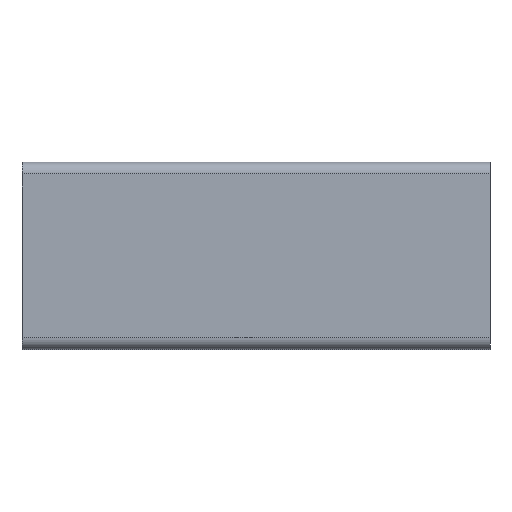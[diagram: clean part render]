
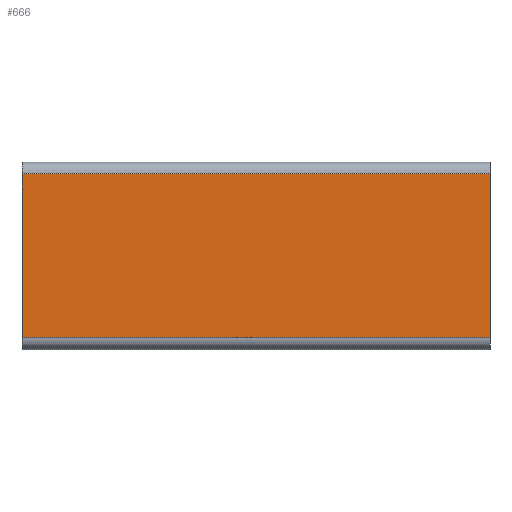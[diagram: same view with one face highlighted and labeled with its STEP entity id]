
A CAD part, top view. The second image highlights one B-rep face of the part: STEP entity #666.
In plain terms, the highlighted planar face has unit normal (0, 0, 1).
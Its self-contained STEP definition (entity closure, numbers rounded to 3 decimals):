
#476 = CARTESIAN_POINT ( 'NONE',  ( 0., 17.5, 20. ) ) ;
#482 = CARTESIAN_POINT ( 'NONE',  ( 100., 17.5, 20. ) ) ;
#488 = CARTESIAN_POINT ( 'NONE',  ( 100., -17.5, 20. ) ) ;
#666 = ADVANCED_FACE ( 'NONE', ( #1366 ), #1367, .F. ) ;
#788 = EDGE_CURVE ( 'NONE', #2720, #2722, #1752, .T. ) ;
#789 = EDGE_CURVE ( 'NONE', #2722, #2888, #1755, .T. ) ;
#792 = EDGE_CURVE ( 'NONE', #2666, #2888, #1764, .T. ) ;
#795 = EDGE_CURVE ( 'NONE', #2720, #2666, #1772, .T. ) ;
#1363 = CARTESIAN_POINT ( 'NONE',  ( 100., 17.5, 20. ) ) ;
#1366 = FACE_OUTER_BOUND ( 'NONE', #2754, .T. ) ;
#1367 = PLANE ( 'NONE',  #2442 ) ;
#1370 = DIRECTION ( 'NONE',  ( 0., 0., -1. ) ) ;
#1371 = DIRECTION ( 'NONE',  ( -1., 0., 0. ) ) ;
#1752 = LINE ( 'NONE', #1753, #2600 ) ;
#1753 = CARTESIAN_POINT ( 'NONE',  ( 100., 17.5, 20. ) ) ;
#1754 = DIRECTION ( 'NONE',  ( 0., -1., 0. ) ) ;
#1755 = LINE ( 'NONE', #1757, #2601 ) ;
#1757 = CARTESIAN_POINT ( 'NONE',  ( 100., -17.5, 20. ) ) ;
#1758 = DIRECTION ( 'NONE',  ( -1., 0., 0. ) ) ;
#1764 = LINE ( 'NONE', #1766, #2605 ) ;
#1766 = CARTESIAN_POINT ( 'NONE',  ( 0., 17.5, 20. ) ) ;
#1767 = DIRECTION ( 'NONE',  ( 0., -1., 0. ) ) ;
#1772 = LINE ( 'NONE', #1773, #2609 ) ;
#1773 = CARTESIAN_POINT ( 'NONE',  ( 100., 17.5, 20. ) ) ;
#1774 = DIRECTION ( 'NONE',  ( -1., 0., 0. ) ) ;
#1817 = ORIENTED_EDGE ( 'NONE', *, *, #795, .T. ) ;
#1818 = ORIENTED_EDGE ( 'NONE', *, *, #788, .F. ) ;
#1819 = ORIENTED_EDGE ( 'NONE', *, *, #789, .F. ) ;
#1820 = ORIENTED_EDGE ( 'NONE', *, *, #792, .T. ) ;
#2203 = CARTESIAN_POINT ( 'NONE',  ( 0., -17.5, 20. ) ) ;
#2442 = AXIS2_PLACEMENT_3D ( 'NONE', #1363, #1370, #1371 ) ;
#2600 = VECTOR ( 'NONE', #1754, 1000. ) ;
#2601 = VECTOR ( 'NONE', #1758, 1000. ) ;
#2605 = VECTOR ( 'NONE', #1767, 1000. ) ;
#2609 = VECTOR ( 'NONE', #1774, 1000. ) ;
#2666 = VERTEX_POINT ( 'NONE', #476 ) ;
#2720 = VERTEX_POINT ( 'NONE', #482 ) ;
#2722 = VERTEX_POINT ( 'NONE', #488 ) ;
#2754 = EDGE_LOOP ( 'NONE', ( #1820, #1819, #1818, #1817 ) ) ;
#2888 = VERTEX_POINT ( 'NONE', #2203 ) ;
